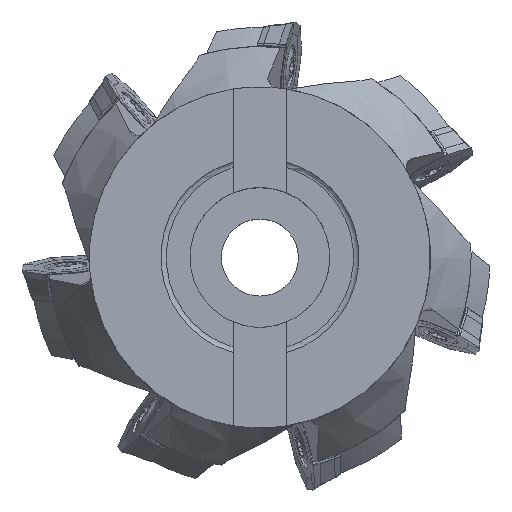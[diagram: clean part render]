
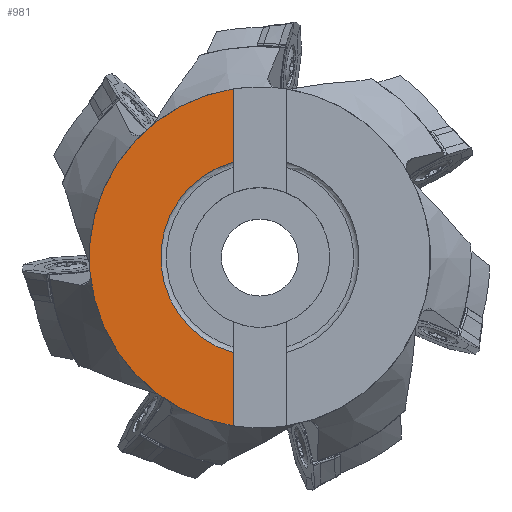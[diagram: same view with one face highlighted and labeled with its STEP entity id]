
A CAD part, top view. The second image highlights one B-rep face of the part: STEP entity #981.
In plain terms, the highlighted planar face has unit normal (0, 0, 1).
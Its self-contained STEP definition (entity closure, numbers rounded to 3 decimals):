
#741=CIRCLE('',#8025,18.);
#742=CIRCLE('',#8026,31.);
#981=ADVANCED_FACE('',(#1496),#1346,.T.);
#1346=PLANE('',#8027);
#1496=FACE_OUTER_BOUND('',#1848,.T.);
#1848=EDGE_LOOP('',(#3098,#3099,#3100,#3101));
#2307=LINE('',#11310,#2517);
#2308=LINE('',#11314,#2518);
#2517=VECTOR('',#8866,1.);
#2518=VECTOR('',#8869,1.);
#3098=ORIENTED_EDGE('',*,*,#6149,.F.);
#3099=ORIENTED_EDGE('',*,*,#6150,.T.);
#3100=ORIENTED_EDGE('',*,*,#6151,.T.);
#3101=ORIENTED_EDGE('',*,*,#6152,.T.);
#5268=VERTEX_POINT('',#11308);
#5269=VERTEX_POINT('',#11309);
#5270=VERTEX_POINT('',#11311);
#5271=VERTEX_POINT('',#11313);
#6149=EDGE_CURVE('',#5268,#5269,#741,.T.);
#6150=EDGE_CURVE('',#5268,#5270,#2307,.T.);
#6151=EDGE_CURVE('',#5270,#5271,#742,.T.);
#6152=EDGE_CURVE('',#5271,#5269,#2308,.T.);
#8025=AXIS2_PLACEMENT_3D('',#11307,#8864,#8865);
#8026=AXIS2_PLACEMENT_3D('',#11312,#8867,#8868);
#8027=AXIS2_PLACEMENT_3D('',#11315,#8870,#8871);
#8864=DIRECTION('',(0.,0.,1.));
#8865=DIRECTION('',(-1.,0.,0.));
#8866=DIRECTION('',(0.,1.,0.));
#8867=DIRECTION('',(0.,0.,1.));
#8868=DIRECTION('',(-1.,0.,0.));
#8869=DIRECTION('',(0.,1.,0.));
#8870=DIRECTION('',(0.,0.,1.));
#8871=DIRECTION('',(-1.,0.,0.));
#11307=CARTESIAN_POINT('',(0.,0.,0.));
#11308=CARTESIAN_POINT('',(-4.873,17.328,0.));
#11309=CARTESIAN_POINT('',(-4.873,-17.328,0.));
#11310=CARTESIAN_POINT('',(-4.873,43.613,0.));
#11311=CARTESIAN_POINT('',(-4.873,30.615,0.));
#11312=CARTESIAN_POINT('',(0.,0.,0.));
#11313=CARTESIAN_POINT('',(-4.873,-30.615,0.));
#11314=CARTESIAN_POINT('',(-4.873,0.,0.));
#11315=CARTESIAN_POINT('',(0.,0.,0.));
